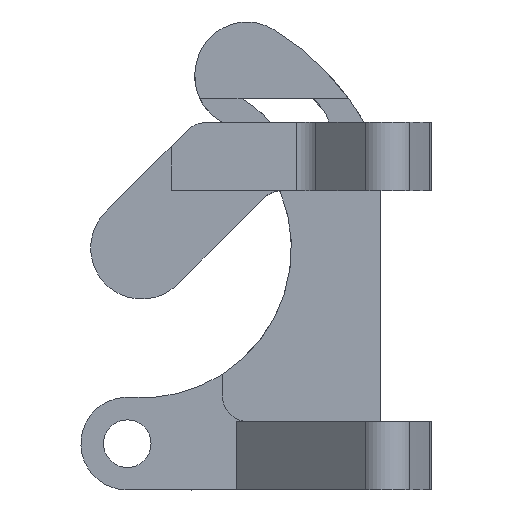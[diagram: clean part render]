
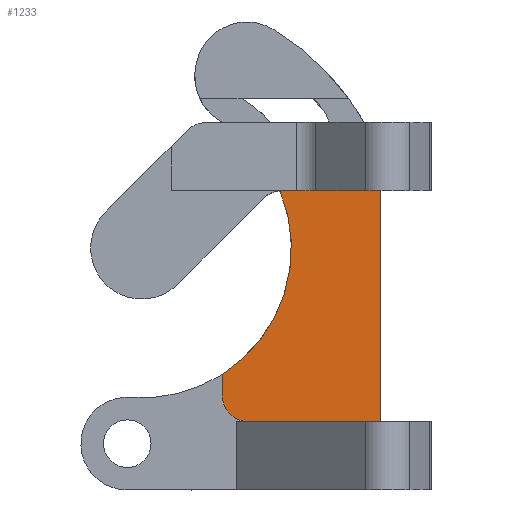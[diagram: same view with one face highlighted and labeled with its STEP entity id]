
A CAD part, left-side view. The second image highlights one B-rep face of the part: STEP entity #1233.
In plain terms, the highlighted planar face has unit normal (-1, 0, 0).
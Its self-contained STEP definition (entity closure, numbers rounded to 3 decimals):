
#65=CIRCLE('',#1288,2.);
#96=CIRCLE('',#1340,2.);
#108=CIRCLE('',#1360,11.);
#155=FACE_OUTER_BOUND('',#223,.T.);
#223=EDGE_LOOP('',(#1051,#1052,#1053,#1054,#1055,#1056,#1057));
#259=LINE('',#1826,#374);
#319=LINE('',#2052,#434);
#323=LINE('',#2067,#438);
#335=LINE('',#2094,#450);
#374=VECTOR('',#1450,10.);
#434=VECTOR('',#1648,10.);
#438=VECTOR('',#1666,10.);
#450=VECTOR('',#1692,10.);
#497=VERTEX_POINT('',#1821);
#498=VERTEX_POINT('',#1823);
#499=VERTEX_POINT('',#1825);
#554=VERTEX_POINT('',#1984);
#555=VERTEX_POINT('',#1985);
#579=VERTEX_POINT('',#2049);
#580=VERTEX_POINT('',#2051);
#627=EDGE_CURVE('',#498,#497,#65,.T.);
#628=EDGE_CURVE('',#499,#498,#259,.T.);
#701=EDGE_CURVE('',#554,#555,#96,.T.);
#735=EDGE_CURVE('',#580,#579,#319,.T.);
#739=EDGE_CURVE('',#555,#499,#108,.T.);
#744=EDGE_CURVE('',#580,#497,#323,.T.);
#757=EDGE_CURVE('',#554,#579,#335,.T.);
#1051=ORIENTED_EDGE('',*,*,#757,.F.);
#1052=ORIENTED_EDGE('',*,*,#701,.T.);
#1053=ORIENTED_EDGE('',*,*,#739,.T.);
#1054=ORIENTED_EDGE('',*,*,#628,.T.);
#1055=ORIENTED_EDGE('',*,*,#627,.T.);
#1056=ORIENTED_EDGE('',*,*,#744,.F.);
#1057=ORIENTED_EDGE('',*,*,#735,.T.);
#1179=PLANE('',#1371);
#1233=ADVANCED_FACE('',(#155),#1179,.F.);
#1288=AXIS2_PLACEMENT_3D('',#1824,#1448,#1449);
#1340=AXIS2_PLACEMENT_3D('',#1986,#1589,#1590);
#1360=AXIS2_PLACEMENT_3D('',#2058,#1655,#1656);
#1371=AXIS2_PLACEMENT_3D('',#2093,#1690,#1691);
#1448=DIRECTION('center_axis',(-1.,0.,0.));
#1449=DIRECTION('ref_axis',(0.,0.707,-0.707));
#1450=DIRECTION('',(0.,0.,-1.));
#1589=DIRECTION('center_axis',(-1.,0.,0.));
#1590=DIRECTION('ref_axis',(0.,0.383,0.924));
#1648=DIRECTION('',(0.,0.,1.));
#1655=DIRECTION('center_axis',(1.,0.,0.));
#1656=DIRECTION('ref_axis',(0.,-1.,0.));
#1666=DIRECTION('',(0.,1.,0.));
#1690=DIRECTION('center_axis',(1.,0.,0.));
#1691=DIRECTION('ref_axis',(0.,0.,1.));
#1692=DIRECTION('',(0.,-1.,0.));
#1821=CARTESIAN_POINT('',(-25.366,-68.75,8.));
#1823=CARTESIAN_POINT('',(-25.366,-66.75,10.));
#1824=CARTESIAN_POINT('Origin',(-25.366,-68.75,10.));
#1825=CARTESIAN_POINT('',(-25.366,-66.75,11.49));
#1826=CARTESIAN_POINT('',(-25.366,-66.75,13.));
#1984=CARTESIAN_POINT('',(-25.366,-71.206,25.));
#1985=CARTESIAN_POINT('',(-25.366,-71.004,24.99));
#1986=CARTESIAN_POINT('Origin',(-25.366,-71.206,23.));
#2049=CARTESIAN_POINT('',(-25.366,-78.399,25.));
#2051=CARTESIAN_POINT('',(-25.366,-78.399,8.));
#2052=CARTESIAN_POINT('',(-25.366,-78.399,5.5));
#2058=CARTESIAN_POINT('Origin',(-25.366,-60.845,20.771));
#2067=CARTESIAN_POINT('',(-25.366,-63.,8.));
#2093=CARTESIAN_POINT('Origin',(-25.366,-63.,8.));
#2094=CARTESIAN_POINT('',(-25.366,-83.666,25.));
